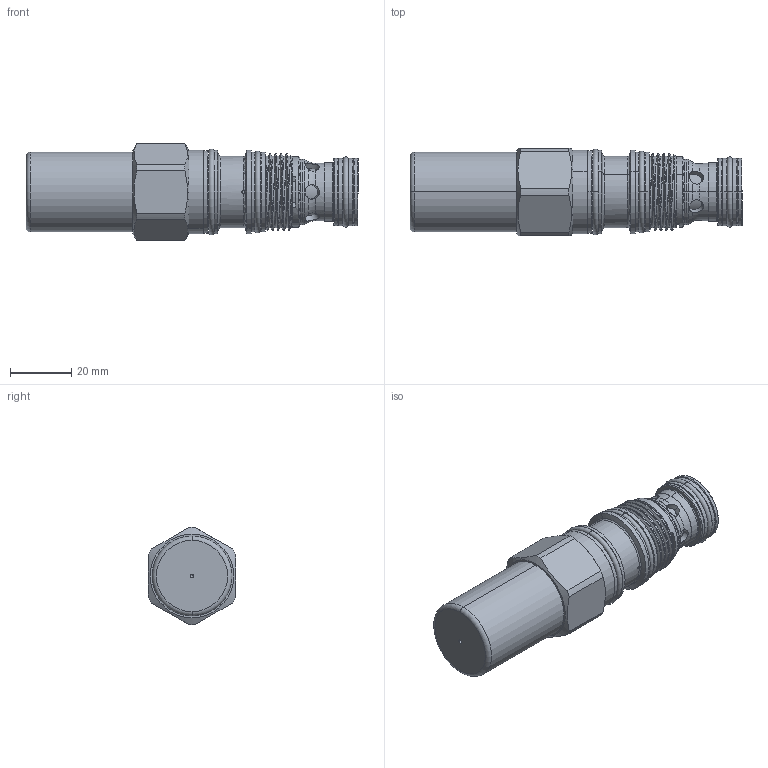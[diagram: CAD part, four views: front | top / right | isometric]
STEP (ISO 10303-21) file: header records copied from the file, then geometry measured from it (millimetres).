
FILE_DESCRIPTION (( 'STEP AP214' ), '1' );
FILE_NAME ('CB2A33(3A)(3C)(3Q)-C.STEP', '2016-04-15T01:25:36', ( '' ), ( '' ), 'SwSTEP 2.0', 'SolidWorks 2012', '' );
FILE_SCHEMA (( 'AUTOMOTIVE_DESIGN' ));
Length unit declared in the file: millimetre
Products named in the file (1): CB2A33(3A)(3C)(3Q)-C
Bounding box: 108.74 x 28.57 x 31.79 mm (x, y, z)
Volume: 45137.8 mm3; surface area: 16756.4 mm2
Topology: 1 solids, 2 shells, 288 faces, 712 edges, 451 vertices
Faces by surface type: cylinder 137, plane 60, torus 45, cone 42, bspline 4
Entity records: 13147 total; most frequent: CARTESIAN_POINT 6343, DIRECTION 1471, ORIENTED_EDGE 1420, EDGE_CURVE 710, AXIS2_PLACEMENT_3D 630, VERTEX_POINT 451, CIRCLE 345, EDGE_LOOP 315
